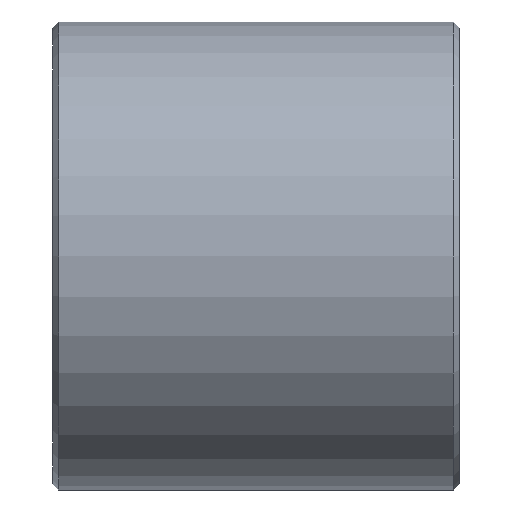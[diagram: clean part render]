
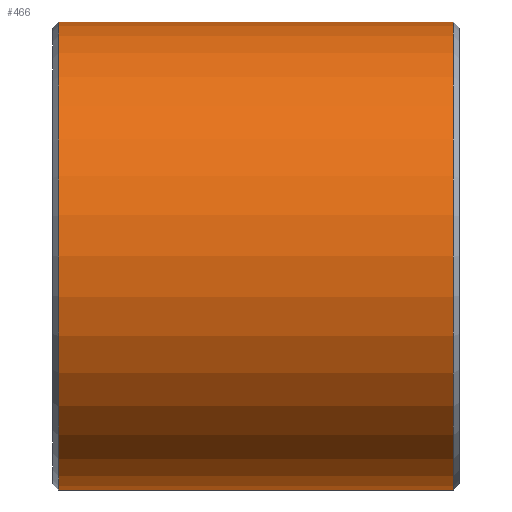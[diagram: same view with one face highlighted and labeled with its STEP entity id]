
A CAD part, left-side view. The second image highlights one B-rep face of the part: STEP entity #466.
In plain terms, the highlighted cylindrical face has radius 11.5 mm (diameter 23 mm), a partial arc.
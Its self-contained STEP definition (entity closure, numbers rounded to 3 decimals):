
#455 = VERTEX_POINT ( 'NONE', #2226 ) ;
#459 = EDGE_CURVE ( 'NONE', #480, #502, #2163, .T. ) ;
#462 = EDGE_CURVE ( 'NONE', #455, #512, #2159, .T. ) ;
#466 = ADVANCED_FACE ( 'NONE', ( #2147 ), #2335, .T. ) ;
#467 = EDGE_LOOP ( 'NONE', ( #468, #469, #471, #472 ) ) ;
#468 = ORIENTED_EDGE ( 'NONE', *, *, #459, .F. ) ;
#469 = ORIENTED_EDGE ( 'NONE', *, *, #470, .T. ) ;
#470 = EDGE_CURVE ( 'NONE', #480, #455, #2330, .T. ) ;
#471 = ORIENTED_EDGE ( 'NONE', *, *, #462, .T. ) ;
#472 = ORIENTED_EDGE ( 'NONE', *, *, #473, .F. ) ;
#473 = EDGE_CURVE ( 'NONE', #502, #512, #2325, .T. ) ;
#480 = VERTEX_POINT ( 'NONE', #2308 ) ;
#502 = VERTEX_POINT ( 'NONE', #2425 ) ;
#512 = VERTEX_POINT ( 'NONE', #2535 ) ;
#2147 = FACE_OUTER_BOUND ( 'NONE', #467, .T. ) ;
#2156 = DIRECTION ( 'NONE',  ( 0., -1., 0. ) ) ;
#2157 = VECTOR ( 'NONE', #2156, 1000. ) ;
#2158 = CARTESIAN_POINT ( 'NONE',  ( 0., -9.881, -11.5 ) ) ;
#2159 = LINE ( 'NONE', #2158, #2157 ) ;
#2160 = DIRECTION ( 'NONE',  ( 0., -1., 0. ) ) ;
#2161 = VECTOR ( 'NONE', #2160, 1000. ) ;
#2162 = CARTESIAN_POINT ( 'NONE',  ( 0., -9.881, 11.5 ) ) ;
#2163 = LINE ( 'NONE', #2162, #2161 ) ;
#2226 = CARTESIAN_POINT ( 'NONE',  ( 0., 9.7, -11.5 ) ) ;
#2308 = CARTESIAN_POINT ( 'NONE',  ( 0., 9.7, 11.5 ) ) ;
#2321 = DIRECTION ( 'NONE',  ( 0., 0., -1. ) ) ;
#2322 = DIRECTION ( 'NONE',  ( 0., -1., 0. ) ) ;
#2323 = CARTESIAN_POINT ( 'NONE',  ( 0., -9.7, 0. ) ) ;
#2324 = AXIS2_PLACEMENT_3D ( 'NONE', #2323, #2322, #2321 ) ;
#2325 = CIRCLE ( 'NONE', #2324, 11.5 ) ;
#2326 = DIRECTION ( 'NONE',  ( 0., 0., -1. ) ) ;
#2327 = DIRECTION ( 'NONE',  ( 0., -1., 0. ) ) ;
#2328 = CARTESIAN_POINT ( 'NONE',  ( 0., 9.7, 0. ) ) ;
#2329 = AXIS2_PLACEMENT_3D ( 'NONE', #2328, #2327, #2326 ) ;
#2330 = CIRCLE ( 'NONE', #2329, 11.5 ) ;
#2331 = DIRECTION ( 'NONE',  ( 0., 0., -1. ) ) ;
#2332 = DIRECTION ( 'NONE',  ( 0., -1., 0. ) ) ;
#2333 = AXIS2_PLACEMENT_3D ( 'NONE', #2334, #2332, #2331 ) ;
#2334 = CARTESIAN_POINT ( 'NONE',  ( 0., -9.881, 0. ) ) ;
#2335 = CYLINDRICAL_SURFACE ( 'NONE', #2333, 11.5 ) ;
#2425 = CARTESIAN_POINT ( 'NONE',  ( 0., -9.7, 11.5 ) ) ;
#2535 = CARTESIAN_POINT ( 'NONE',  ( 0., -9.7, -11.5 ) ) ;
